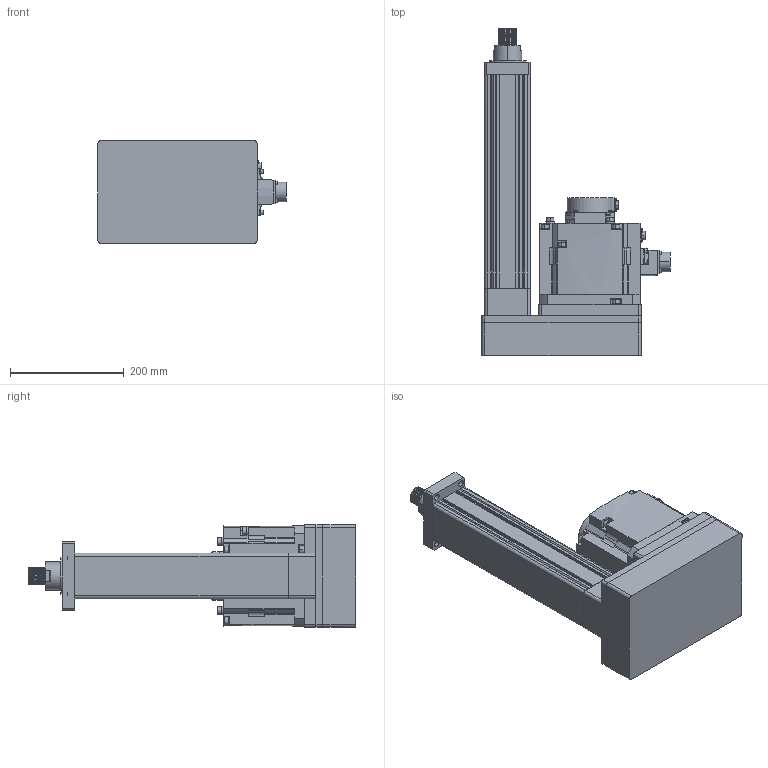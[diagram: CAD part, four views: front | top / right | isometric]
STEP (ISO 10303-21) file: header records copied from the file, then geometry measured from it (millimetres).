
FILE_DESCRIPTION (( 'STEP AP203' ), '1' );
FILE_NAME ('RLA80-10QF-5KN-R250-333mm-s.STEP', '2025-01-04T01:46:21', ( '微软用户' ), ( '微软中国' ), 'SwSTEP 2.0', 'SolidWorks 2022', '' );
FILE_SCHEMA (( 'CONFIG_CONTROL_DESIGN' ));
Length unit declared in the file: millimetre
Products named in the file (4): RLA80-10QF-5KN-R250-333mm-s; hg-sn202bj_-s100_; 80缸行程250折叠前法兰安装; 零件154^RLA80-10QF-5KN-R250-333mm-s
Assembly tree (3 placements, depth 2):
  RLA80-10QF-5KN-R250-333mm-s
    80缸行程250折叠前法兰安装
    hg-sn202bj_-s100_
    零件154^RLA80-10QF-5KN-R250-333mm-s
Bounding box: 330.85 x 576 x 180 mm (x, y, z)
Volume: 10140565.2 mm3; surface area: 754287.7 mm2
Topology: 3 solids, 4 shells, 726 faces, 1821 edges, 1202 vertices
Faces by surface type: cylinder 359, plane 356, cone 9, bspline 2
Entity records: 24939 total; most frequent: CARTESIAN_POINT 6664, DIRECTION 3862, ORIENTED_EDGE 3642, EDGE_CURVE 1821, AXIS2_PLACEMENT_3D 1416, VERTEX_POINT 1202, VECTOR 1030, LINE 1030
